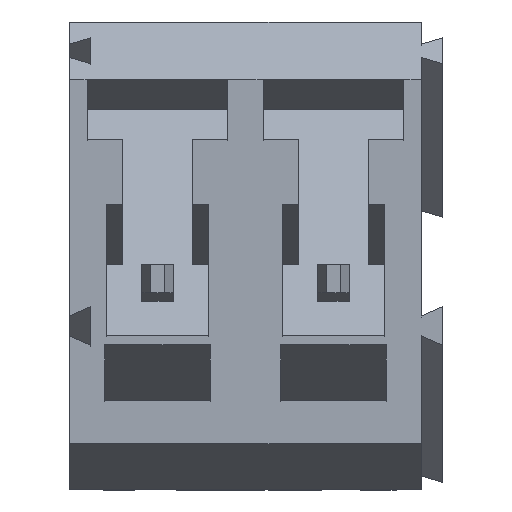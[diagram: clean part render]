
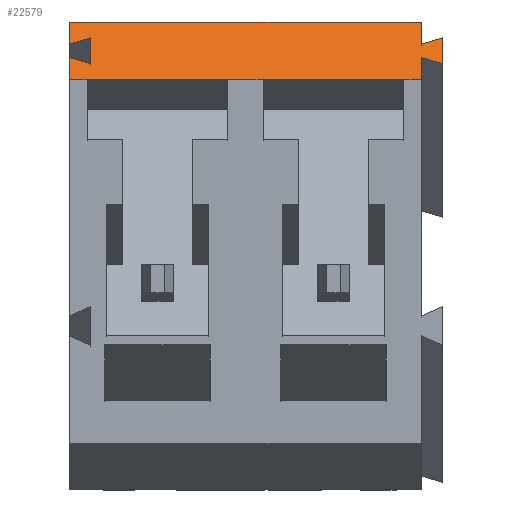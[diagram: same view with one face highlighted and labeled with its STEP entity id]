
A CAD part, front view. The second image highlights one B-rep face of the part: STEP entity #22579.
In plain terms, the highlighted planar face has unit normal (0, -0.819, 0.574).
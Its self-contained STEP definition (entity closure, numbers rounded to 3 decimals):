
#508 = CARTESIAN_POINT ( 'NONE',  ( 4.5, 4.3, 11.662 ) ) ;
#556 = VECTOR ( 'NONE', #9293, 1000. ) ;
#839 = CARTESIAN_POINT ( 'NONE',  ( 10., 4.3, 11.662 ) ) ;
#1006 = EDGE_CURVE ( 'NONE', #14660, #20751, #8847, .T. ) ;
#1214 = CARTESIAN_POINT ( 'NONE',  ( 10., 4.741, 12.291 ) ) ;
#1423 = ORIENTED_EDGE ( 'NONE', *, *, #12752, .F. ) ;
#1708 = CARTESIAN_POINT ( 'NONE',  ( 0., 4.741, 12.291 ) ) ;
#1824 = VERTEX_POINT ( 'NONE', #508 ) ;
#2151 = CARTESIAN_POINT ( 'NONE',  ( 10., 4.3, 11.662 ) ) ;
#2239 = DIRECTION ( 'NONE',  ( 0., 0.574, 0.819 ) ) ;
#2439 = LINE ( 'NONE', #23659, #3377 ) ;
#2983 = EDGE_CURVE ( 'NONE', #18993, #12319, #18447, .T. ) ;
#3126 = CARTESIAN_POINT ( 'NONE',  ( 0., 4.3, 11.662 ) ) ;
#3191 = EDGE_CURVE ( 'NONE', #1824, #24403, #13843, .T. ) ;
#3359 = CARTESIAN_POINT ( 'NONE',  ( 0., 4.3, 11.662 ) ) ;
#3377 = VECTOR ( 'NONE', #23536, 1000. ) ;
#3426 = LINE ( 'NONE', #11150, #13406 ) ;
#3754 = ORIENTED_EDGE ( 'NONE', *, *, #8114, .T. ) ;
#4084 = DIRECTION ( 'NONE',  ( -1., 0., 0. ) ) ;
#4215 = DIRECTION ( 'NONE',  ( -1., 0., 0. ) ) ;
#4412 = ORIENTED_EDGE ( 'NONE', *, *, #3191, .F. ) ;
#4561 = VECTOR ( 'NONE', #2239, 1000. ) ;
#4971 = EDGE_CURVE ( 'NONE', #5697, #14660, #23484, .T. ) ;
#5250 = CARTESIAN_POINT ( 'NONE',  ( 0., 5.447, 13.3 ) ) ;
#5666 = ORIENTED_EDGE ( 'NONE', *, *, #7280, .F. ) ;
#5697 = VERTEX_POINT ( 'NONE', #13298 ) ;
#5989 = CARTESIAN_POINT ( 'NONE',  ( 10.6, 4.615, 12.112 ) ) ;
#6019 = CARTESIAN_POINT ( 'NONE',  ( 10., 4.3, 11.662 ) ) ;
#6077 = EDGE_CURVE ( 'NONE', #12319, #20751, #20443, .T. ) ;
#6162 = DIRECTION ( 'NONE',  ( 0., -0.574, -0.819 ) ) ;
#6477 = VERTEX_POINT ( 'NONE', #8008 ) ;
#6542 = DIRECTION ( 'NONE',  ( -1., 0., 0. ) ) ;
#6619 = VECTOR ( 'NONE', #6542, 1000. ) ;
#6767 = VECTOR ( 'NONE', #4215, 1000. ) ;
#6875 = EDGE_CURVE ( 'NONE', #18993, #20176, #15599, .T. ) ;
#7280 = EDGE_CURVE ( 'NONE', #15267, #6477, #2439, .T. ) ;
#7377 = CARTESIAN_POINT ( 'NONE',  ( 5.5, 4.3, 11.662 ) ) ;
#7794 = VECTOR ( 'NONE', #17775, 1000. ) ;
#8008 = CARTESIAN_POINT ( 'NONE',  ( 0.6, 4.615, 12.112 ) ) ;
#8030 = LINE ( 'NONE', #23283, #15300 ) ;
#8114 = EDGE_CURVE ( 'NONE', #20176, #13148, #3426, .T. ) ;
#8168 = DIRECTION ( 'NONE',  ( -1., 0., 0. ) ) ;
#8363 = LINE ( 'NONE', #15996, #7794 ) ;
#8504 = CARTESIAN_POINT ( 'NONE',  ( 9.5, 4.3, 11.662 ) ) ;
#8847 = LINE ( 'NONE', #1214, #12418 ) ;
#8969 = EDGE_CURVE ( 'NONE', #15897, #9367, #16320, .T. ) ;
#9147 = VECTOR ( 'NONE', #18421, 1000. ) ;
#9192 = ORIENTED_EDGE ( 'NONE', *, *, #6875, .T. ) ;
#9293 = DIRECTION ( 'NONE',  ( 0., 0.574, 0.819 ) ) ;
#9362 = ORIENTED_EDGE ( 'NONE', *, *, #20140, .F. ) ;
#9366 = CARTESIAN_POINT ( 'NONE',  ( 10.6, 5.132, 12.849 ) ) ;
#9367 = VERTEX_POINT ( 'NONE', #7377 ) ;
#9556 = EDGE_CURVE ( 'NONE', #20846, #15267, #12616, .T. ) ;
#9696 = CARTESIAN_POINT ( 'NONE',  ( 10., 4.3, 11.662 ) ) ;
#10044 = ORIENTED_EDGE ( 'NONE', *, *, #2983, .F. ) ;
#10251 = VERTEX_POINT ( 'NONE', #14628 ) ;
#11112 = VECTOR ( 'NONE', #4084, 1000. ) ;
#11150 = CARTESIAN_POINT ( 'NONE',  ( 10., 5.447, 13.3 ) ) ;
#11232 = ORIENTED_EDGE ( 'NONE', *, *, #6077, .F. ) ;
#12074 = ORIENTED_EDGE ( 'NONE', *, *, #22630, .T. ) ;
#12319 = VERTEX_POINT ( 'NONE', #9366 ) ;
#12418 = VECTOR ( 'NONE', #13109, 1000. ) ;
#12551 = CARTESIAN_POINT ( 'NONE',  ( 10., 4.3, 11.662 ) ) ;
#12616 = LINE ( 'NONE', #3126, #9147 ) ;
#12752 = EDGE_CURVE ( 'NONE', #9367, #1824, #21425, .T. ) ;
#13109 = DIRECTION ( 'NONE',  ( 0.94, -0.196, -0.28 ) ) ;
#13148 = VERTEX_POINT ( 'NONE', #5250 ) ;
#13243 = CARTESIAN_POINT ( 'NONE',  ( 0., 5.006, 12.671 ) ) ;
#13298 = CARTESIAN_POINT ( 'NONE',  ( 10., 4.3, 11.662 ) ) ;
#13406 = VECTOR ( 'NONE', #17316, 1000. ) ;
#13736 = ORIENTED_EDGE ( 'NONE', *, *, #21609, .T. ) ;
#13843 = LINE ( 'NONE', #21433, #6767 ) ;
#14436 = VECTOR ( 'NONE', #21719, 1000. ) ;
#14458 = FACE_OUTER_BOUND ( 'NONE', #23140, .T. ) ;
#14628 = CARTESIAN_POINT ( 'NONE',  ( 0.6, 5.132, 12.849 ) ) ;
#14640 = CARTESIAN_POINT ( 'NONE',  ( 10., 5.006, 12.671 ) ) ;
#14660 = VERTEX_POINT ( 'NONE', #20231 ) ;
#14676 = LINE ( 'NONE', #16566, #556 ) ;
#14996 = CARTESIAN_POINT ( 'NONE',  ( 10.6, 5.132, 12.849 ) ) ;
#15267 = VERTEX_POINT ( 'NONE', #1708 ) ;
#15300 = VECTOR ( 'NONE', #6162, 1000. ) ;
#15348 = CARTESIAN_POINT ( 'NONE',  ( 10., 4.3, 11.662 ) ) ;
#15448 = CARTESIAN_POINT ( 'NONE',  ( 10., 4.3, 11.662 ) ) ;
#15571 = LINE ( 'NONE', #15448, #19815 ) ;
#15599 = LINE ( 'NONE', #9696, #4561 ) ;
#15897 = VERTEX_POINT ( 'NONE', #8504 ) ;
#15969 = ORIENTED_EDGE ( 'NONE', *, *, #4971, .T. ) ;
#15996 = CARTESIAN_POINT ( 'NONE',  ( 0., 5.006, 12.671 ) ) ;
#16078 = DIRECTION ( 'NONE',  ( 0., -0.819, 0.574 ) ) ;
#16320 = LINE ( 'NONE', #12551, #6619 ) ;
#16566 = CARTESIAN_POINT ( 'NONE',  ( 0., 4.3, 11.662 ) ) ;
#16669 = ORIENTED_EDGE ( 'NONE', *, *, #8969, .F. ) ;
#17316 = DIRECTION ( 'NONE',  ( -1., 0., 0. ) ) ;
#17764 = ORIENTED_EDGE ( 'NONE', *, *, #23037, .F. ) ;
#17775 = DIRECTION ( 'NONE',  ( 0.94, 0.196, 0.28 ) ) ;
#18009 = PLANE ( 'NONE',  #20165 ) ;
#18421 = DIRECTION ( 'NONE',  ( 0., 0.574, 0.819 ) ) ;
#18447 = LINE ( 'NONE', #14640, #23249 ) ;
#18537 = DIRECTION ( 'NONE',  ( 0., -0.574, -0.819 ) ) ;
#18993 = VERTEX_POINT ( 'NONE', #22838 ) ;
#19325 = ORIENTED_EDGE ( 'NONE', *, *, #1006, .T. ) ;
#19426 = EDGE_CURVE ( 'NONE', #20922, #13148, #14676, .T. ) ;
#19815 = VECTOR ( 'NONE', #8168, 1000. ) ;
#20140 = EDGE_CURVE ( 'NONE', #24403, #20846, #15571, .T. ) ;
#20165 = AXIS2_PLACEMENT_3D ( 'NONE', #839, #16078, #22163 ) ;
#20176 = VERTEX_POINT ( 'NONE', #23054 ) ;
#20231 = CARTESIAN_POINT ( 'NONE',  ( 10., 4.741, 12.291 ) ) ;
#20443 = LINE ( 'NONE', #14996, #22571 ) ;
#20751 = VERTEX_POINT ( 'NONE', #5989 ) ;
#20846 = VERTEX_POINT ( 'NONE', #3359 ) ;
#20922 = VERTEX_POINT ( 'NONE', #13243 ) ;
#21083 = CARTESIAN_POINT ( 'NONE',  ( 0.5, 4.3, 11.662 ) ) ;
#21354 = DIRECTION ( 'NONE',  ( -1., 0., 0. ) ) ;
#21425 = LINE ( 'NONE', #15348, #11112 ) ;
#21433 = CARTESIAN_POINT ( 'NONE',  ( 10., 4.3, 11.662 ) ) ;
#21609 = EDGE_CURVE ( 'NONE', #20922, #10251, #8363, .T. ) ;
#21719 = DIRECTION ( 'NONE',  ( 0., 0.574, 0.819 ) ) ;
#22163 = DIRECTION ( 'NONE',  ( 0., -0.574, -0.819 ) ) ;
#22571 = VECTOR ( 'NONE', #18537, 1000. ) ;
#22579 = ADVANCED_FACE ( 'NONE', ( #14458 ), #18009, .T. ) ;
#22630 = EDGE_CURVE ( 'NONE', #10251, #6477, #8030, .T. ) ;
#22838 = CARTESIAN_POINT ( 'NONE',  ( 10., 5.006, 12.671 ) ) ;
#22962 = ORIENTED_EDGE ( 'NONE', *, *, #9556, .F. ) ;
#22989 = VECTOR ( 'NONE', #21354, 1000. ) ;
#23037 = EDGE_CURVE ( 'NONE', #5697, #15897, #23255, .T. ) ;
#23054 = CARTESIAN_POINT ( 'NONE',  ( 10., 5.447, 13.3 ) ) ;
#23140 = EDGE_LOOP ( 'NONE', ( #23432, #13736, #12074, #5666, #22962, #9362, #4412, #1423, #16669, #17764, #15969, #19325, #11232, #10044, #9192, #3754 ) ) ;
#23249 = VECTOR ( 'NONE', #24621, 1000. ) ;
#23255 = LINE ( 'NONE', #6019, #22989 ) ;
#23283 = CARTESIAN_POINT ( 'NONE',  ( 0.6, 5.132, 12.849 ) ) ;
#23432 = ORIENTED_EDGE ( 'NONE', *, *, #19426, .F. ) ;
#23484 = LINE ( 'NONE', #2151, #14436 ) ;
#23536 = DIRECTION ( 'NONE',  ( 0.94, -0.196, -0.28 ) ) ;
#23659 = CARTESIAN_POINT ( 'NONE',  ( 0., 4.741, 12.291 ) ) ;
#24403 = VERTEX_POINT ( 'NONE', #21083 ) ;
#24621 = DIRECTION ( 'NONE',  ( 0.94, 0.196, 0.28 ) ) ;
